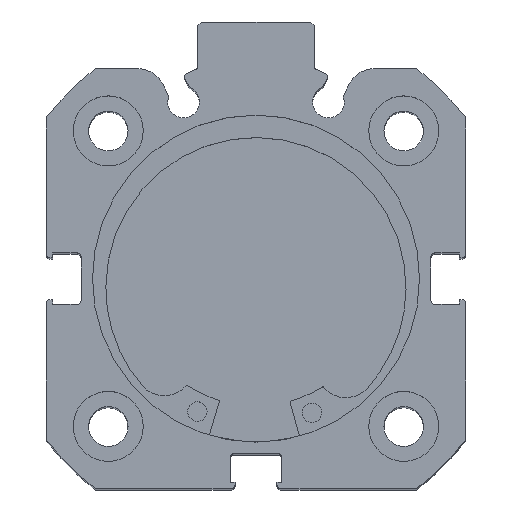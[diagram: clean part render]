
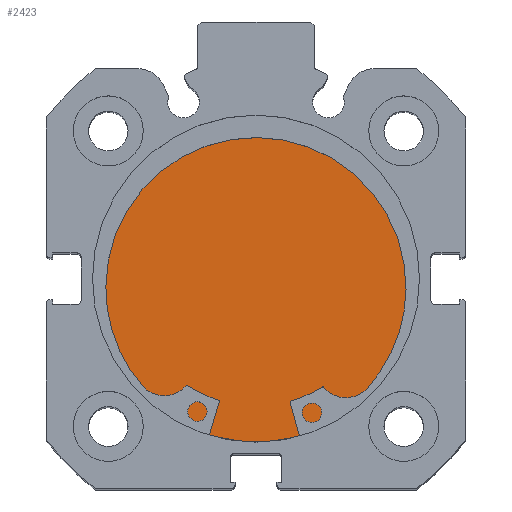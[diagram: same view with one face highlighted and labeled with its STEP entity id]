
A CAD part, top view. The second image highlights one B-rep face of the part: STEP entity #2423.
In plain terms, the highlighted face is planar.
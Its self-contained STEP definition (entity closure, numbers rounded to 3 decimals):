
#743 = EDGE_LOOP ( 'NONE', ( #2997, #2998 ) ) ;
#1060 = EDGE_CURVE ( 'NONE', #2675, #2712, #3267, .T. ) ;
#1062 = EDGE_CURVE ( 'NONE', #2712, #2675, #3271, .T. ) ;
#1495 = AXIS2_PLACEMENT_3D ( 'NONE', #4429, #4431, #4432 ) ;
#1496 = AXIS2_PLACEMENT_3D ( 'NONE', #4430, #4436, #4437 ) ;
#1718 = AXIS2_PLACEMENT_3D ( 'NONE', #5606, #5688, #5689 ) ;
#2423 = ADVANCED_FACE ( 'NONE', ( #6516 ), #5638, .F. ) ;
#2675 = VERTEX_POINT ( 'NONE', #6290 ) ;
#2712 = VERTEX_POINT ( 'NONE', #6327 ) ;
#2997 = ORIENTED_EDGE ( 'NONE', *, *, #1060, .F. ) ;
#2998 = ORIENTED_EDGE ( 'NONE', *, *, #1062, .F. ) ;
#3267 = CIRCLE ( 'NONE', #1495, 21. ) ;
#3271 = CIRCLE ( 'NONE', #1496, 21. ) ;
#4429 = CARTESIAN_POINT ( 'NONE',  ( 8.5, 0., 0. ) ) ;
#4430 = CARTESIAN_POINT ( 'NONE',  ( 8.5, 0., 0. ) ) ;
#4431 = DIRECTION ( 'NONE',  ( -1., 0., 0. ) ) ;
#4432 = DIRECTION ( 'NONE',  ( 0., 0., 1. ) ) ;
#4436 = DIRECTION ( 'NONE',  ( -1., 0., 0. ) ) ;
#4437 = DIRECTION ( 'NONE',  ( 0., 0., 1. ) ) ;
#5606 = CARTESIAN_POINT ( 'NONE',  ( 8.5, 21., 0. ) ) ;
#5638 = PLANE ( 'NONE',  #1718 ) ;
#5688 = DIRECTION ( 'NONE',  ( -1., 0., 0. ) ) ;
#5689 = DIRECTION ( 'NONE',  ( 0., 0., 1. ) ) ;
#6290 = CARTESIAN_POINT ( 'NONE',  ( 8.5, 0., 21. ) ) ;
#6327 = CARTESIAN_POINT ( 'NONE',  ( 8.5, 0., -21. ) ) ;
#6516 = FACE_OUTER_BOUND ( 'NONE', #743, .T. ) ;
